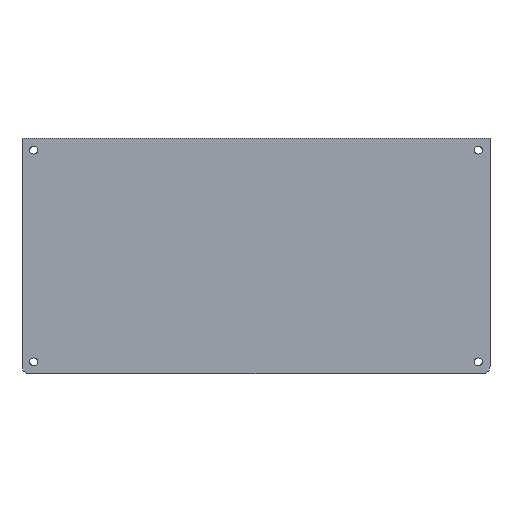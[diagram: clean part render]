
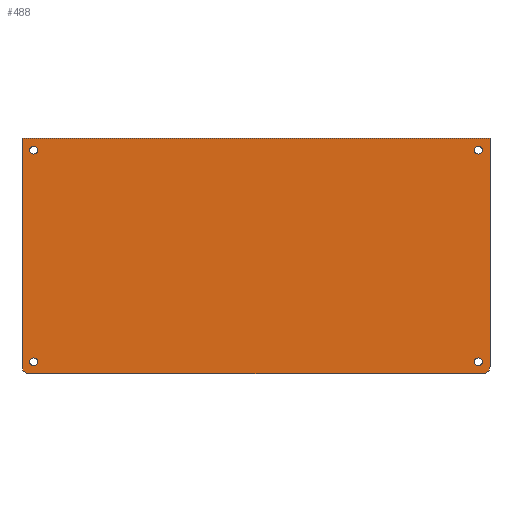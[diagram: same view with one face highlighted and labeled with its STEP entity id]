
A CAD part, front view. The second image highlights one B-rep face of the part: STEP entity #488.
In plain terms, the highlighted planar face has unit normal (0, -1, 0).
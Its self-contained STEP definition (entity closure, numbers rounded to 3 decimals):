
#33=FACE_BOUND('',#101,.T.);
#34=FACE_BOUND('',#102,.T.);
#35=FACE_BOUND('',#103,.T.);
#36=FACE_BOUND('',#104,.T.);
#47=CIRCLE('',#536,3.);
#48=CIRCLE('',#539,3.);
#49=CIRCLE('',#540,1.7);
#50=CIRCLE('',#541,1.7);
#51=CIRCLE('',#542,1.7);
#52=CIRCLE('',#543,1.7);
#68=FACE_OUTER_BOUND('',#100,.T.);
#100=EDGE_LOOP('',(#377,#378,#379,#380,#381,#382));
#101=EDGE_LOOP('',(#383));
#102=EDGE_LOOP('',(#384));
#103=EDGE_LOOP('',(#385));
#104=EDGE_LOOP('',(#386));
#150=LINE('',#779,#196);
#154=LINE('',#788,#200);
#155=LINE('',#791,#201);
#156=LINE('',#794,#202);
#196=VECTOR('',#620,10.);
#200=VECTOR('',#630,10.);
#201=VECTOR('',#633,10.);
#202=VECTOR('',#636,10.);
#243=VERTEX_POINT('',#776);
#244=VERTEX_POINT('',#778);
#245=VERTEX_POINT('',#782);
#246=VERTEX_POINT('',#784);
#247=VERTEX_POINT('',#790);
#248=VERTEX_POINT('',#792);
#249=VERTEX_POINT('',#795);
#250=VERTEX_POINT('',#797);
#251=VERTEX_POINT('',#799);
#252=VERTEX_POINT('',#801);
#292=EDGE_CURVE('',#244,#243,#150,.T.);
#295=EDGE_CURVE('',#245,#246,#47,.T.);
#297=EDGE_CURVE('',#243,#246,#154,.T.);
#298=EDGE_CURVE('',#245,#247,#155,.T.);
#299=EDGE_CURVE('',#248,#247,#48,.T.);
#300=EDGE_CURVE('',#248,#244,#156,.T.);
#301=EDGE_CURVE('',#249,#249,#49,.T.);
#302=EDGE_CURVE('',#250,#250,#50,.T.);
#303=EDGE_CURVE('',#251,#251,#51,.T.);
#304=EDGE_CURVE('',#252,#252,#52,.T.);
#377=ORIENTED_EDGE('',*,*,#295,.F.);
#378=ORIENTED_EDGE('',*,*,#298,.T.);
#379=ORIENTED_EDGE('',*,*,#299,.F.);
#380=ORIENTED_EDGE('',*,*,#300,.T.);
#381=ORIENTED_EDGE('',*,*,#292,.T.);
#382=ORIENTED_EDGE('',*,*,#297,.T.);
#383=ORIENTED_EDGE('',*,*,#301,.F.);
#384=ORIENTED_EDGE('',*,*,#302,.F.);
#385=ORIENTED_EDGE('',*,*,#303,.F.);
#386=ORIENTED_EDGE('',*,*,#304,.F.);
#469=PLANE('',#538);
#488=ADVANCED_FACE('',(#68,#33,#34,#35,#36),#469,.F.);
#536=AXIS2_PLACEMENT_3D('',#785,#625,#626);
#538=AXIS2_PLACEMENT_3D('',#789,#631,#632);
#539=AXIS2_PLACEMENT_3D('',#793,#634,#635);
#540=AXIS2_PLACEMENT_3D('',#796,#637,#638);
#541=AXIS2_PLACEMENT_3D('',#798,#639,#640);
#542=AXIS2_PLACEMENT_3D('',#800,#641,#642);
#543=AXIS2_PLACEMENT_3D('',#802,#643,#644);
#620=DIRECTION('',(-1.,0.,0.));
#625=DIRECTION('center_axis',(0.,1.,0.));
#626=DIRECTION('ref_axis',(-0.707,0.,-0.707));
#630=DIRECTION('',(0.,0.,-1.));
#631=DIRECTION('center_axis',(0.,1.,0.));
#632=DIRECTION('ref_axis',(1.,0.,0.));
#633=DIRECTION('',(1.,0.,0.));
#634=DIRECTION('center_axis',(0.,1.,0.));
#635=DIRECTION('ref_axis',(0.707,0.,-0.707));
#636=DIRECTION('',(0.,0.,1.));
#637=DIRECTION('center_axis',(0.,-1.,0.));
#638=DIRECTION('ref_axis',(1.,0.,0.));
#639=DIRECTION('center_axis',(0.,-1.,0.));
#640=DIRECTION('ref_axis',(1.,0.,0.));
#641=DIRECTION('center_axis',(0.,-1.,0.));
#642=DIRECTION('ref_axis',(1.,0.,0.));
#643=DIRECTION('center_axis',(0.,-1.,0.));
#644=DIRECTION('ref_axis',(1.,0.,0.));
#776=CARTESIAN_POINT('',(-88.474,0.,52.596));
#778=CARTESIAN_POINT('',(112.501,0.,52.596));
#779=CARTESIAN_POINT('',(112.501,0.,52.596));
#782=CARTESIAN_POINT('',(-85.474,0.,-48.367));
#784=CARTESIAN_POINT('',(-88.474,0.,-45.367));
#785=CARTESIAN_POINT('Origin',(-85.474,0.,-45.367));
#788=CARTESIAN_POINT('',(-88.474,0.,52.596));
#789=CARTESIAN_POINT('Origin',(-83.474,0.,-43.367));
#790=CARTESIAN_POINT('',(109.501,0.,-48.367));
#791=CARTESIAN_POINT('',(-88.474,0.,-48.367));
#792=CARTESIAN_POINT('',(112.501,0.,-45.367));
#793=CARTESIAN_POINT('Origin',(109.501,0.,-45.367));
#794=CARTESIAN_POINT('',(112.501,0.,-48.367));
#795=CARTESIAN_POINT('',(105.801,0.,-43.367));
#796=CARTESIAN_POINT('Origin',(107.501,0.,-43.367));
#797=CARTESIAN_POINT('',(105.801,0.,47.596));
#798=CARTESIAN_POINT('Origin',(107.501,0.,47.596));
#799=CARTESIAN_POINT('',(-85.174,0.,47.596));
#800=CARTESIAN_POINT('Origin',(-83.474,0.,47.596));
#801=CARTESIAN_POINT('',(-85.174,0.,-43.367));
#802=CARTESIAN_POINT('Origin',(-83.474,0.,-43.367));
